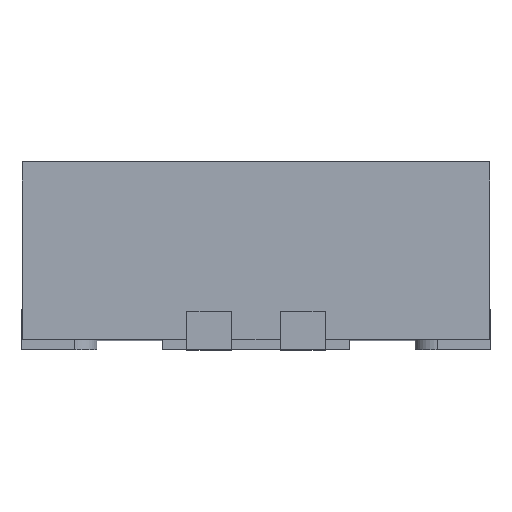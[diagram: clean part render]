
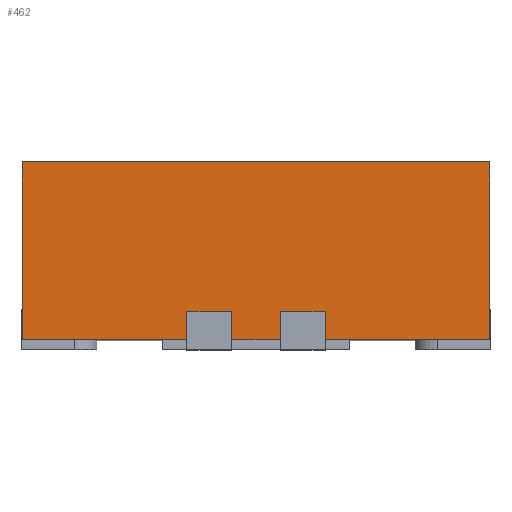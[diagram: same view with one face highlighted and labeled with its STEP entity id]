
A CAD part, top view. The second image highlights one B-rep face of the part: STEP entity #462.
In plain terms, the highlighted planar face has unit normal (0, 0, 1).
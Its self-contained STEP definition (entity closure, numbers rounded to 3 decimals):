
#28 = DIRECTION ( 'NONE',  ( 0., -1., 0. ) ) ;
#46 = CARTESIAN_POINT ( 'NONE',  ( 1.25, 0., 1.5 ) ) ;
#144 = LINE ( 'NONE', #1136, #2951 ) ;
#190 = DIRECTION ( 'NONE',  ( 0., -1., 0. ) ) ;
#210 = EDGE_CURVE ( 'NONE', #4159, #367, #144, .T. ) ;
#254 = DIRECTION ( 'NONE',  ( -1., 0., 0. ) ) ;
#307 = PLANE ( 'NONE',  #2885 ) ;
#345 = CARTESIAN_POINT ( 'NONE',  ( 0.37, 0., 1.5 ) ) ;
#367 = VERTEX_POINT ( 'NONE', #2933 ) ;
#391 = DIRECTION ( 'NONE',  ( 1., 0., 0. ) ) ;
#403 = CARTESIAN_POINT ( 'NONE',  ( 0.37, 0.15, 1.5 ) ) ;
#462 = ADVANCED_FACE ( 'NONE', ( #1479 ), #307, .F. ) ;
#473 = VERTEX_POINT ( 'NONE', #2972 ) ;
#511 = VECTOR ( 'NONE', #4993, 1000. ) ;
#513 = ORIENTED_EDGE ( 'NONE', *, *, #667, .T. ) ;
#612 = CARTESIAN_POINT ( 'NONE',  ( 1.25, 0., 1.5 ) ) ;
#659 = EDGE_LOOP ( 'NONE', ( #4565, #2067, #4085, #4140, #513, #2979, #1057, #4973, #4389, #1493, #3100, #4824 ) ) ;
#667 = EDGE_CURVE ( 'NONE', #4679, #367, #3024, .T. ) ;
#668 = VERTEX_POINT ( 'NONE', #2401 ) ;
#723 = DIRECTION ( 'NONE',  ( 0., -1., 0. ) ) ;
#740 = DIRECTION ( 'NONE',  ( 0., -1., 0. ) ) ;
#741 = LINE ( 'NONE', #1501, #3229 ) ;
#742 = VECTOR ( 'NONE', #190, 1000. ) ;
#775 = LINE ( 'NONE', #1650, #4798 ) ;
#776 = CARTESIAN_POINT ( 'NONE',  ( -0.13, 0.15, 1.5 ) ) ;
#860 = LINE ( 'NONE', #3292, #3114 ) ;
#875 = LINE ( 'NONE', #4685, #511 ) ;
#958 = LINE ( 'NONE', #1690, #1751 ) ;
#1057 = ORIENTED_EDGE ( 'NONE', *, *, #4619, .F. ) ;
#1065 = VERTEX_POINT ( 'NONE', #403 ) ;
#1136 = CARTESIAN_POINT ( 'NONE',  ( 1.25, 0.95, 1.5 ) ) ;
#1241 = EDGE_CURVE ( 'NONE', #2305, #4065, #860, .T. ) ;
#1456 = DIRECTION ( 'NONE',  ( 0., 0., -1. ) ) ;
#1479 = FACE_OUTER_BOUND ( 'NONE', #659, .T. ) ;
#1493 = ORIENTED_EDGE ( 'NONE', *, *, #3238, .F. ) ;
#1501 = CARTESIAN_POINT ( 'NONE',  ( 0.13, 0.15, 1.5 ) ) ;
#1502 = EDGE_CURVE ( 'NONE', #4065, #3803, #2760, .T. ) ;
#1544 = CARTESIAN_POINT ( 'NONE',  ( -0.37, 0.15, 1.5 ) ) ;
#1637 = VECTOR ( 'NONE', #740, 1000. ) ;
#1650 = CARTESIAN_POINT ( 'NONE',  ( -0.13, 0.15, 1.5 ) ) ;
#1687 = VERTEX_POINT ( 'NONE', #2470 ) ;
#1690 = CARTESIAN_POINT ( 'NONE',  ( 0.13, 0.15, 1.5 ) ) ;
#1709 = VECTOR ( 'NONE', #723, 1000. ) ;
#1721 = DIRECTION ( 'NONE',  ( 1., 0., 0. ) ) ;
#1751 = VECTOR ( 'NONE', #4434, 1000. ) ;
#1951 = CARTESIAN_POINT ( 'NONE',  ( -1.25, 0.95, 1.5 ) ) ;
#1962 = LINE ( 'NONE', #1544, #1709 ) ;
#2067 = ORIENTED_EDGE ( 'NONE', *, *, #4676, .F. ) ;
#2305 = VERTEX_POINT ( 'NONE', #776 ) ;
#2401 = CARTESIAN_POINT ( 'NONE',  ( -1.25, 0.95, 1.5 ) ) ;
#2470 = CARTESIAN_POINT ( 'NONE',  ( -0.37, 0., 1.5 ) ) ;
#2507 = EDGE_CURVE ( 'NONE', #1065, #4679, #3063, .T. ) ;
#2534 = DIRECTION ( 'NONE',  ( 1., 0., 0. ) ) ;
#2683 = LINE ( 'NONE', #1951, #1637 ) ;
#2760 = LINE ( 'NONE', #612, #4958 ) ;
#2824 = DIRECTION ( 'NONE',  ( -1., 0., 0. ) ) ;
#2885 = AXIS2_PLACEMENT_3D ( 'NONE', #3402, #1456, #254 ) ;
#2906 = CARTESIAN_POINT ( 'NONE',  ( 1.25, 0., 1.5 ) ) ;
#2933 = CARTESIAN_POINT ( 'NONE',  ( 1.25, 0., 1.5 ) ) ;
#2951 = VECTOR ( 'NONE', #28, 1000. ) ;
#2972 = CARTESIAN_POINT ( 'NONE',  ( -1.25, 0., 1.5 ) ) ;
#2979 = ORIENTED_EDGE ( 'NONE', *, *, #210, .F. ) ;
#3024 = LINE ( 'NONE', #46, #3856 ) ;
#3036 = CARTESIAN_POINT ( 'NONE',  ( -0.37, 0.15, 1.5 ) ) ;
#3063 = LINE ( 'NONE', #4455, #742 ) ;
#3084 = VERTEX_POINT ( 'NONE', #3036 ) ;
#3100 = ORIENTED_EDGE ( 'NONE', *, *, #3772, .F. ) ;
#3114 = VECTOR ( 'NONE', #4419, 1000. ) ;
#3229 = VECTOR ( 'NONE', #4230, 1000. ) ;
#3238 = EDGE_CURVE ( 'NONE', #3084, #1687, #1962, .T. ) ;
#3292 = CARTESIAN_POINT ( 'NONE',  ( -0.13, 0.15, 1.5 ) ) ;
#3339 = VECTOR ( 'NONE', #2534, 1000. ) ;
#3402 = CARTESIAN_POINT ( 'NONE',  ( 1.25, 0.95, 1.5 ) ) ;
#3438 = CARTESIAN_POINT ( 'NONE',  ( 0.13, 0.15, 1.5 ) ) ;
#3600 = EDGE_CURVE ( 'NONE', #668, #473, #2683, .T. ) ;
#3772 = EDGE_CURVE ( 'NONE', #2305, #3084, #775, .T. ) ;
#3803 = VERTEX_POINT ( 'NONE', #4362 ) ;
#3856 = VECTOR ( 'NONE', #391, 1000. ) ;
#3877 = EDGE_CURVE ( 'NONE', #1065, #4632, #958, .T. ) ;
#4065 = VERTEX_POINT ( 'NONE', #4882 ) ;
#4085 = ORIENTED_EDGE ( 'NONE', *, *, #3877, .F. ) ;
#4140 = ORIENTED_EDGE ( 'NONE', *, *, #2507, .T. ) ;
#4159 = VERTEX_POINT ( 'NONE', #4750 ) ;
#4230 = DIRECTION ( 'NONE',  ( 0., -1., 0. ) ) ;
#4357 = EDGE_CURVE ( 'NONE', #473, #1687, #4438, .T. ) ;
#4362 = CARTESIAN_POINT ( 'NONE',  ( 0.13, 0., 1.5 ) ) ;
#4389 = ORIENTED_EDGE ( 'NONE', *, *, #4357, .T. ) ;
#4419 = DIRECTION ( 'NONE',  ( 0., -1., 0. ) ) ;
#4434 = DIRECTION ( 'NONE',  ( -1., 0., 0. ) ) ;
#4438 = LINE ( 'NONE', #2906, #3339 ) ;
#4455 = CARTESIAN_POINT ( 'NONE',  ( 0.37, 0.15, 1.5 ) ) ;
#4565 = ORIENTED_EDGE ( 'NONE', *, *, #1502, .T. ) ;
#4619 = EDGE_CURVE ( 'NONE', #668, #4159, #875, .T. ) ;
#4632 = VERTEX_POINT ( 'NONE', #3438 ) ;
#4676 = EDGE_CURVE ( 'NONE', #4632, #3803, #741, .T. ) ;
#4679 = VERTEX_POINT ( 'NONE', #345 ) ;
#4685 = CARTESIAN_POINT ( 'NONE',  ( 1.25, 0.95, 1.5 ) ) ;
#4750 = CARTESIAN_POINT ( 'NONE',  ( 1.25, 0.95, 1.5 ) ) ;
#4798 = VECTOR ( 'NONE', #2824, 1000. ) ;
#4824 = ORIENTED_EDGE ( 'NONE', *, *, #1241, .T. ) ;
#4882 = CARTESIAN_POINT ( 'NONE',  ( -0.13, 0., 1.5 ) ) ;
#4958 = VECTOR ( 'NONE', #1721, 1000. ) ;
#4973 = ORIENTED_EDGE ( 'NONE', *, *, #3600, .T. ) ;
#4993 = DIRECTION ( 'NONE',  ( 1., 0., 0. ) ) ;
